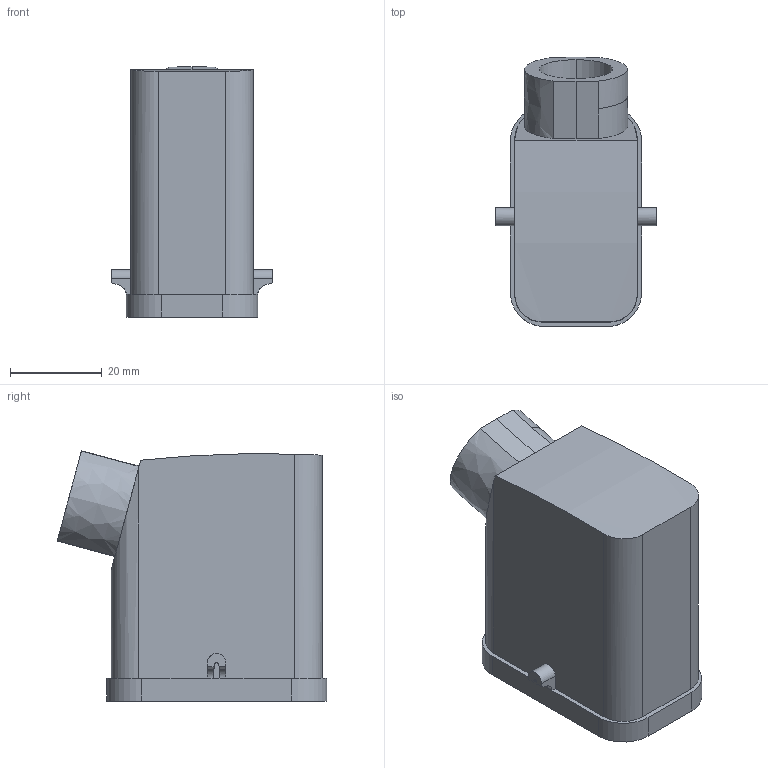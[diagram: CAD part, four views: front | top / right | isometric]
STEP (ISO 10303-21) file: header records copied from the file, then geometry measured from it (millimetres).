
FILE_DESCRIPTION(('CATIA V5 STEP Exchange','CAx-IF Rec.Pracs.--- Model Styling and Organization---1.4--- 2014-01-23'),'2;1');
FILE_NAME ('13411069_3', '2019-10-25T15:06:51+00:00', ('none'), ('Weidmueller'), 'CATIA Version 5-6 Release 2016 SP3 HF44', 'CATIA V5 STEP AP214', 'none');
FILE_SCHEMA(('AUTOMOTIVE_DESIGN { 1 0 10303 214 1 1 1 1 }'));
Length unit declared in the file: millimetre
Products named in the file (1): 1003090000
Bounding box: 35 x 58.74 x 54.63 mm (x, y, z)
Volume: 20565 mm3; surface area: 21256.1 mm2
Topology: 1 solids, 1 shells, 198 faces, 528 edges, 347 vertices
Faces by surface type: plane 104, cylinder 87, cone 4, extrusion 2, bspline 1
Entity records: 6451 total; most frequent: CARTESIAN_POINT 1799, ORIENTED_EDGE 1056, DIRECTION 766, EDGE_CURVE 528, VERTEX_POINT 347, VECTOR 337, LINE 335, AXIS2_PLACEMENT_3D 277
